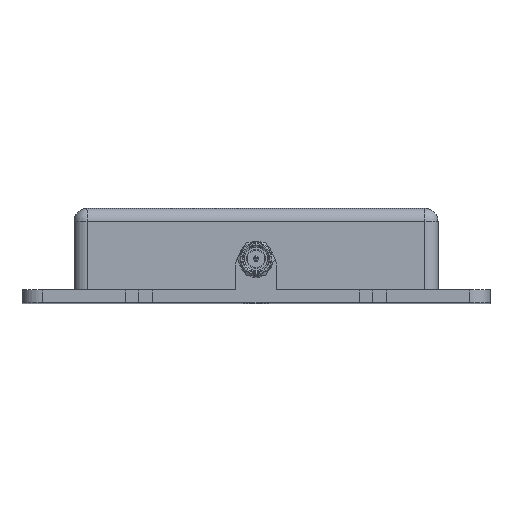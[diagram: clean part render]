
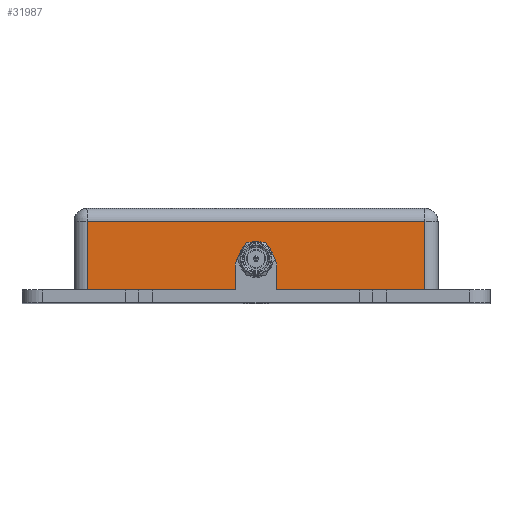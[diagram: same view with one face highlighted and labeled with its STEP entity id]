
A CAD part, top view. The second image highlights one B-rep face of the part: STEP entity #31987.
In plain terms, the highlighted planar face has unit normal (0, 0, 1).
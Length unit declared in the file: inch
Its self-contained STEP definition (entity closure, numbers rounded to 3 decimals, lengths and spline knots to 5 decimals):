
#27 = VECTOR ( 'NONE', #17525, 39.37008 ) ;
#1044 = CARTESIAN_POINT ( 'NONE',  ( -1.625, 0., -0.5 ) ) ;
#1705 = LINE ( 'NONE', #40414, #20108 ) ;
#2023 = CARTESIAN_POINT ( 'NONE',  ( -1.625, 0.66, -0.5 ) ) ;
#2825 = DIRECTION ( 'NONE',  ( 0., 0., -1. ) ) ;
#3284 = EDGE_CURVE ( 'NONE', #26519, #18271, #27554, .T. ) ;
#3936 = VERTEX_POINT ( 'NONE', #12694 ) ;
#4147 = VECTOR ( 'NONE', #22631, 39.37008 ) ;
#4683 = VERTEX_POINT ( 'NONE', #29580 ) ;
#4873 = CARTESIAN_POINT ( 'NONE',  ( 1.625, 0.785, -0.5 ) ) ;
#5042 = VECTOR ( 'NONE', #7651, 39.37008 ) ;
#5293 = LINE ( 'NONE', #4873, #5042 ) ;
#7651 = DIRECTION ( 'NONE',  ( 0., -1., 0. ) ) ;
#9033 = ORIENTED_EDGE ( 'NONE', *, *, #28003, .T. ) ;
#9587 = DIRECTION ( 'NONE',  ( 0., 0., 1. ) ) ;
#9832 = LINE ( 'NONE', #32310, #4147 ) ;
#10062 = ORIENTED_EDGE ( 'NONE', *, *, #21596, .F. ) ;
#11549 = AXIS2_PLACEMENT_3D ( 'NONE', #34695, #2825, #35537 ) ;
#12694 = CARTESIAN_POINT ( 'NONE',  ( -1.625, 0.66, -0.5 ) ) ;
#12890 = VERTEX_POINT ( 'NONE', #1044 ) ;
#12902 = CARTESIAN_POINT ( 'NONE',  ( -0.2, 0.215, -0.5 ) ) ;
#14147 = PLANE ( 'NONE',  #11549 ) ;
#15888 = EDGE_CURVE ( 'NONE', #12890, #4683, #1705, .T. ) ;
#16081 = VECTOR ( 'NONE', #37682, 39.37008 ) ;
#16727 = EDGE_CURVE ( 'NONE', #19316, #26883, #29734, .T. ) ;
#16769 = DIRECTION ( 'NONE',  ( 0., 1., 0. ) ) ;
#17395 = CARTESIAN_POINT ( 'NONE',  ( 0.2, 0., -0.5 ) ) ;
#17489 = EDGE_CURVE ( 'NONE', #26883, #4683, #31043, .T. ) ;
#17525 = DIRECTION ( 'NONE',  ( 1., 0., 0. ) ) ;
#17634 = ORIENTED_EDGE ( 'NONE', *, *, #16727, .F. ) ;
#17908 = DIRECTION ( 'NONE',  ( 1., 0., 0. ) ) ;
#17956 = VECTOR ( 'NONE', #16769, 39.37008 ) ;
#17981 = EDGE_LOOP ( 'NONE', ( #37125, #22534, #9033, #29604, #18824, #17634, #10062, #28662 ) ) ;
#18271 = VERTEX_POINT ( 'NONE', #26393 ) ;
#18824 = ORIENTED_EDGE ( 'NONE', *, *, #17489, .F. ) ;
#19316 = VERTEX_POINT ( 'NONE', #28363 ) ;
#19451 = AXIS2_PLACEMENT_3D ( 'NONE', #22174, #9587, #21754 ) ;
#20108 = VECTOR ( 'NONE', #17908, 39.37008 ) ;
#21596 = EDGE_CURVE ( 'NONE', #26519, #19316, #30254, .T. ) ;
#21754 = DIRECTION ( 'NONE',  ( -1., 0., 0. ) ) ;
#22174 = CARTESIAN_POINT ( 'NONE',  ( 0., 0.215, -0.5 ) ) ;
#22534 = ORIENTED_EDGE ( 'NONE', *, *, #32842, .T. ) ;
#22564 = CARTESIAN_POINT ( 'NONE',  ( 0.2, 0., -0.5 ) ) ;
#22631 = DIRECTION ( 'NONE',  ( 0., -1., 0. ) ) ;
#24840 = EDGE_CURVE ( 'NONE', #27639, #18271, #5293, .T. ) ;
#26393 = CARTESIAN_POINT ( 'NONE',  ( 1.625, 0., -0.5 ) ) ;
#26519 = VERTEX_POINT ( 'NONE', #22564 ) ;
#26883 = VERTEX_POINT ( 'NONE', #12902 ) ;
#27554 = LINE ( 'NONE', #40035, #27 ) ;
#27639 = VERTEX_POINT ( 'NONE', #31070 ) ;
#28003 = EDGE_CURVE ( 'NONE', #3936, #12890, #9832, .T. ) ;
#28363 = CARTESIAN_POINT ( 'NONE',  ( 0.2, 0.215, -0.5 ) ) ;
#28449 = CARTESIAN_POINT ( 'NONE',  ( -0.2, 0., -0.5 ) ) ;
#28662 = ORIENTED_EDGE ( 'NONE', *, *, #3284, .T. ) ;
#29580 = CARTESIAN_POINT ( 'NONE',  ( -0.2, 0., -0.5 ) ) ;
#29604 = ORIENTED_EDGE ( 'NONE', *, *, #15888, .T. ) ;
#29734 = CIRCLE ( 'NONE', #19451, 0.2 ) ;
#30254 = LINE ( 'NONE', #17395, #17956 ) ;
#30817 = FACE_OUTER_BOUND ( 'NONE', #17981, .T. ) ;
#31043 = LINE ( 'NONE', #28449, #16081 ) ;
#31070 = CARTESIAN_POINT ( 'NONE',  ( 1.625, 0.66, -0.5 ) ) ;
#31987 = ADVANCED_FACE ( 'NONE', ( #30817 ), #14147, .F. ) ;
#32310 = CARTESIAN_POINT ( 'NONE',  ( -1.625, 0.785, -0.5 ) ) ;
#32842 = EDGE_CURVE ( 'NONE', #27639, #3936, #37731, .T. ) ;
#34695 = CARTESIAN_POINT ( 'NONE',  ( -1.625, 0.785, -0.5 ) ) ;
#34872 = VECTOR ( 'NONE', #40732, 39.37008 ) ;
#35537 = DIRECTION ( 'NONE',  ( -1., 0., 0. ) ) ;
#37125 = ORIENTED_EDGE ( 'NONE', *, *, #24840, .F. ) ;
#37682 = DIRECTION ( 'NONE',  ( 0., -1., 0. ) ) ;
#37731 = LINE ( 'NONE', #2023, #34872 ) ;
#40035 = CARTESIAN_POINT ( 'NONE',  ( -1.625, 0., -0.5 ) ) ;
#40414 = CARTESIAN_POINT ( 'NONE',  ( -1.625, 0., -0.5 ) ) ;
#40732 = DIRECTION ( 'NONE',  ( -1., 0., 0. ) ) ;
